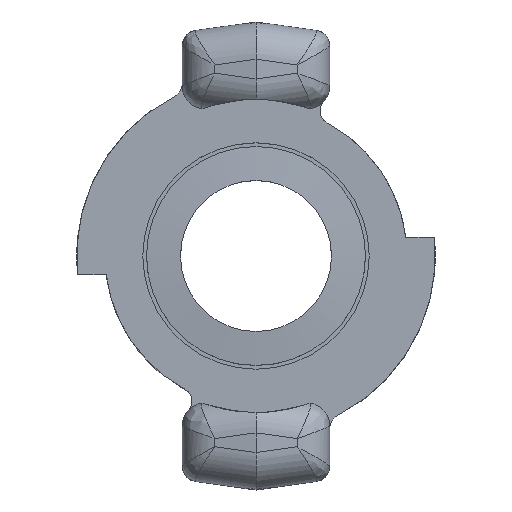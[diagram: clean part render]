
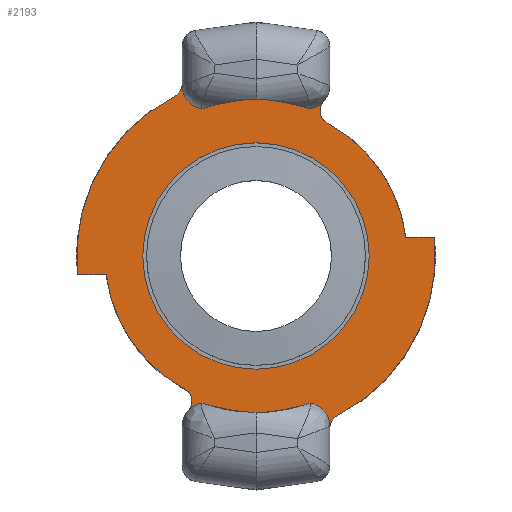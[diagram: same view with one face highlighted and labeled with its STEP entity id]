
A CAD part, top view. The second image highlights one B-rep face of the part: STEP entity #2193.
In plain terms, the highlighted planar face has unit normal (0, 0, 1).
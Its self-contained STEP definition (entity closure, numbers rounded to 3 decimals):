
#156=FACE_BOUND('',#406,.T.);
#165=PLANE('',#2387);
#278=FACE_OUTER_BOUND('',#405,.T.);
#405=EDGE_LOOP('',(#1570,#1571,#1572,#1573,#1574,#1575,#1576,#1577,#1578,
#1579,#1580,#1581,#1582,#1583,#1584,#1585,#1586,#1587));
#406=EDGE_LOOP('',(#1588,#1589));
#537=LINE('',#4187,#652);
#538=LINE('',#4191,#653);
#539=LINE('',#4196,#654);
#540=LINE('',#4202,#655);
#541=LINE('',#4206,#656);
#542=LINE('',#4211,#657);
#652=VECTOR('',#2763,10.);
#653=VECTOR('',#2766,10.);
#654=VECTOR('',#2771,10.);
#655=VECTOR('',#2776,10.);
#656=VECTOR('',#2779,10.);
#657=VECTOR('',#2784,10.);
#746=CIRCLE('',#2327,20.);
#748=CIRCLE('',#2329,20.);
#771=CIRCLE('',#2388,25.5);
#772=CIRCLE('',#2389,2.);
#773=CIRCLE('',#2390,23.75);
#774=CIRCLE('',#2391,1.835);
#775=CIRCLE('',#2392,3.);
#776=CIRCLE('',#2393,25.5);
#777=CIRCLE('',#2394,2.);
#778=CIRCLE('',#2395,23.75);
#779=CIRCLE('',#2396,1.835);
#780=CIRCLE('',#2397,3.);
#781=CIRCLE('',#2398,15.);
#782=CIRCLE('',#2399,15.);
#870=VERTEX_POINT('',#3489);
#871=VERTEX_POINT('',#3491);
#874=VERTEX_POINT('',#3515);
#875=VERTEX_POINT('',#3517);
#950=VERTEX_POINT('',#4185);
#951=VERTEX_POINT('',#4186);
#952=VERTEX_POINT('',#4188);
#953=VERTEX_POINT('',#4190);
#954=VERTEX_POINT('',#4192);
#955=VERTEX_POINT('',#4194);
#956=VERTEX_POINT('',#4197);
#957=VERTEX_POINT('',#4199);
#958=VERTEX_POINT('',#4201);
#959=VERTEX_POINT('',#4203);
#960=VERTEX_POINT('',#4205);
#961=VERTEX_POINT('',#4207);
#962=VERTEX_POINT('',#4209);
#963=VERTEX_POINT('',#4212);
#964=VERTEX_POINT('',#4215);
#965=VERTEX_POINT('',#4216);
#1083=EDGE_CURVE('',#870,#871,#746,.T.);
#1088=EDGE_CURVE('',#874,#875,#748,.T.);
#1187=EDGE_CURVE('',#950,#951,#537,.T.);
#1188=EDGE_CURVE('',#950,#952,#771,.T.);
#1189=EDGE_CURVE('',#953,#952,#538,.T.);
#1190=EDGE_CURVE('',#954,#953,#772,.T.);
#1191=EDGE_CURVE('',#955,#954,#773,.T.);
#1192=EDGE_CURVE('',#871,#955,#539,.T.);
#1193=EDGE_CURVE('',#956,#870,#774,.T.);
#1194=EDGE_CURVE('',#957,#956,#775,.T.);
#1195=EDGE_CURVE('',#958,#957,#540,.T.);
#1196=EDGE_CURVE('',#958,#959,#776,.T.);
#1197=EDGE_CURVE('',#960,#959,#541,.T.);
#1198=EDGE_CURVE('',#961,#960,#777,.T.);
#1199=EDGE_CURVE('',#962,#961,#778,.T.);
#1200=EDGE_CURVE('',#875,#962,#542,.T.);
#1201=EDGE_CURVE('',#963,#874,#779,.T.);
#1202=EDGE_CURVE('',#951,#963,#780,.T.);
#1203=EDGE_CURVE('',#964,#965,#781,.T.);
#1204=EDGE_CURVE('',#965,#964,#782,.T.);
#1570=ORIENTED_EDGE('',*,*,#1187,.F.);
#1571=ORIENTED_EDGE('',*,*,#1188,.T.);
#1572=ORIENTED_EDGE('',*,*,#1189,.F.);
#1573=ORIENTED_EDGE('',*,*,#1190,.F.);
#1574=ORIENTED_EDGE('',*,*,#1191,.F.);
#1575=ORIENTED_EDGE('',*,*,#1192,.F.);
#1576=ORIENTED_EDGE('',*,*,#1083,.F.);
#1577=ORIENTED_EDGE('',*,*,#1193,.F.);
#1578=ORIENTED_EDGE('',*,*,#1194,.F.);
#1579=ORIENTED_EDGE('',*,*,#1195,.F.);
#1580=ORIENTED_EDGE('',*,*,#1196,.T.);
#1581=ORIENTED_EDGE('',*,*,#1197,.F.);
#1582=ORIENTED_EDGE('',*,*,#1198,.F.);
#1583=ORIENTED_EDGE('',*,*,#1199,.F.);
#1584=ORIENTED_EDGE('',*,*,#1200,.F.);
#1585=ORIENTED_EDGE('',*,*,#1088,.F.);
#1586=ORIENTED_EDGE('',*,*,#1201,.F.);
#1587=ORIENTED_EDGE('',*,*,#1202,.F.);
#1588=ORIENTED_EDGE('',*,*,#1203,.F.);
#1589=ORIENTED_EDGE('',*,*,#1204,.F.);
#2193=ADVANCED_FACE('',(#278,#156),#165,.F.);
#2327=AXIS2_PLACEMENT_3D('',#3492,#2612,#2613);
#2329=AXIS2_PLACEMENT_3D('',#3518,#2618,#2619);
#2387=AXIS2_PLACEMENT_3D('',#4184,#2761,#2762);
#2388=AXIS2_PLACEMENT_3D('',#4189,#2764,#2765);
#2389=AXIS2_PLACEMENT_3D('',#4193,#2767,#2768);
#2390=AXIS2_PLACEMENT_3D('',#4195,#2769,#2770);
#2391=AXIS2_PLACEMENT_3D('',#4198,#2772,#2773);
#2392=AXIS2_PLACEMENT_3D('',#4200,#2774,#2775);
#2393=AXIS2_PLACEMENT_3D('',#4204,#2777,#2778);
#2394=AXIS2_PLACEMENT_3D('',#4208,#2780,#2781);
#2395=AXIS2_PLACEMENT_3D('',#4210,#2782,#2783);
#2396=AXIS2_PLACEMENT_3D('',#4213,#2785,#2786);
#2397=AXIS2_PLACEMENT_3D('',#4214,#2787,#2788);
#2398=AXIS2_PLACEMENT_3D('',#4217,#2789,#2790);
#2399=AXIS2_PLACEMENT_3D('',#4218,#2791,#2792);
#2612=DIRECTION('center_axis',(0.,0.,-1.));
#2613=DIRECTION('ref_axis',(0.,1.,0.));
#2618=DIRECTION('center_axis',(0.,0.,-1.));
#2619=DIRECTION('ref_axis',(0.,1.,0.));
#2761=DIRECTION('center_axis',(0.,0.,-1.));
#2762=DIRECTION('ref_axis',(-1.,0.,0.));
#2763=DIRECTION('',(0.,-1.,0.));
#2764=DIRECTION('center_axis',(0.,0.,1.));
#2765=DIRECTION('ref_axis',(-1.,0.,0.));
#2766=DIRECTION('',(0.,1.,0.));
#2767=DIRECTION('center_axis',(0.,0.,1.));
#2768=DIRECTION('ref_axis',(0.853,-0.521,0.));
#2769=DIRECTION('center_axis',(0.,0.,-1.));
#2770=DIRECTION('ref_axis',(-0.411,0.912,0.));
#2771=DIRECTION('',(-1.,0.,0.));
#2772=DIRECTION('center_axis',(0.,0.,1.));
#2773=DIRECTION('ref_axis',(0.741,-0.671,0.));
#2774=DIRECTION('center_axis',(0.,0.,-1.));
#2775=DIRECTION('ref_axis',(-0.755,0.656,0.));
#2776=DIRECTION('',(0.,1.,0.));
#2777=DIRECTION('center_axis',(0.,0.,1.));
#2778=DIRECTION('ref_axis',(-1.,0.,0.));
#2779=DIRECTION('',(0.,-1.,0.));
#2780=DIRECTION('center_axis',(0.,0.,1.));
#2781=DIRECTION('ref_axis',(-0.853,0.521,0.));
#2782=DIRECTION('center_axis',(0.,0.,-1.));
#2783=DIRECTION('ref_axis',(0.411,-0.912,0.));
#2784=DIRECTION('',(1.,0.,0.));
#2785=DIRECTION('center_axis',(0.,0.,1.));
#2786=DIRECTION('ref_axis',(-0.741,0.671,0.));
#2787=DIRECTION('center_axis',(0.,0.,-1.));
#2788=DIRECTION('ref_axis',(0.755,-0.656,0.));
#2789=DIRECTION('center_axis',(0.,0.,1.));
#2790=DIRECTION('ref_axis',(-1.,0.,0.));
#2791=DIRECTION('center_axis',(0.,0.,1.));
#2792=DIRECTION('ref_axis',(-1.,0.,0.));
#3489=CARTESIAN_POINT('',(-9.466,-17.618,-5.114));
#3491=CARTESIAN_POINT('',(-19.843,-2.5,-5.114));
#3492=CARTESIAN_POINT('Origin',(0.,0.,-5.114));
#3515=CARTESIAN_POINT('',(9.466,17.618,-5.114));
#3517=CARTESIAN_POINT('',(19.843,2.5,-5.114));
#3518=CARTESIAN_POINT('Origin',(0.,0.,-5.114));
#4184=CARTESIAN_POINT('Origin',(-20.25,0.,-5.114));
#4185=CARTESIAN_POINT('',(9.75,23.562,-5.114));
#4186=CARTESIAN_POINT('',(9.75,22.478,-5.114));
#4187=CARTESIAN_POINT('',(9.75,15.5,-5.114));
#4188=CARTESIAN_POINT('',(-9.75,23.562,-5.114));
#4189=CARTESIAN_POINT('Origin',(0.,0.,-5.114));
#4190=CARTESIAN_POINT('',(-9.75,22.913,-5.114));
#4191=CARTESIAN_POINT('',(-9.75,-15.5,-5.114));
#4192=CARTESIAN_POINT('',(-10.837,21.133,-5.114));
#4193=CARTESIAN_POINT('Origin',(-11.75,22.913,-5.114));
#4194=CARTESIAN_POINT('',(-23.618,-2.5,-5.114));
#4195=CARTESIAN_POINT('Origin',(0.,0.,-5.114));
#4196=CARTESIAN_POINT('',(-10.125,-2.5,-5.114));
#4197=CARTESIAN_POINT('',(-8.974,-20.465,-5.114));
#4198=CARTESIAN_POINT('Origin',(-10.335,-19.234,-5.114));
#4199=CARTESIAN_POINT('',(-9.75,-22.478,-5.114));
#4200=CARTESIAN_POINT('Origin',(-6.75,-22.478,-5.114));
#4201=CARTESIAN_POINT('',(-9.75,-23.562,-5.114));
#4202=CARTESIAN_POINT('',(-9.75,-15.5,-5.114));
#4203=CARTESIAN_POINT('',(9.75,-23.562,-5.114));
#4204=CARTESIAN_POINT('Origin',(0.,0.,-5.114));
#4205=CARTESIAN_POINT('',(9.75,-22.913,-5.114));
#4206=CARTESIAN_POINT('',(9.75,15.5,-5.114));
#4207=CARTESIAN_POINT('',(10.837,-21.133,-5.114));
#4208=CARTESIAN_POINT('Origin',(11.75,-22.913,-5.114));
#4209=CARTESIAN_POINT('',(23.618,2.5,-5.114));
#4210=CARTESIAN_POINT('Origin',(0.,0.,-5.114));
#4211=CARTESIAN_POINT('',(-10.125,2.5,-5.114));
#4212=CARTESIAN_POINT('',(8.974,20.465,-5.114));
#4213=CARTESIAN_POINT('Origin',(10.335,19.234,-5.114));
#4214=CARTESIAN_POINT('Origin',(6.75,22.478,-5.114));
#4215=CARTESIAN_POINT('',(-15.,0.,-5.114));
#4216=CARTESIAN_POINT('',(15.,0.,-5.114));
#4217=CARTESIAN_POINT('Origin',(0.,0.,-5.114));
#4218=CARTESIAN_POINT('Origin',(0.,0.,-5.114));
